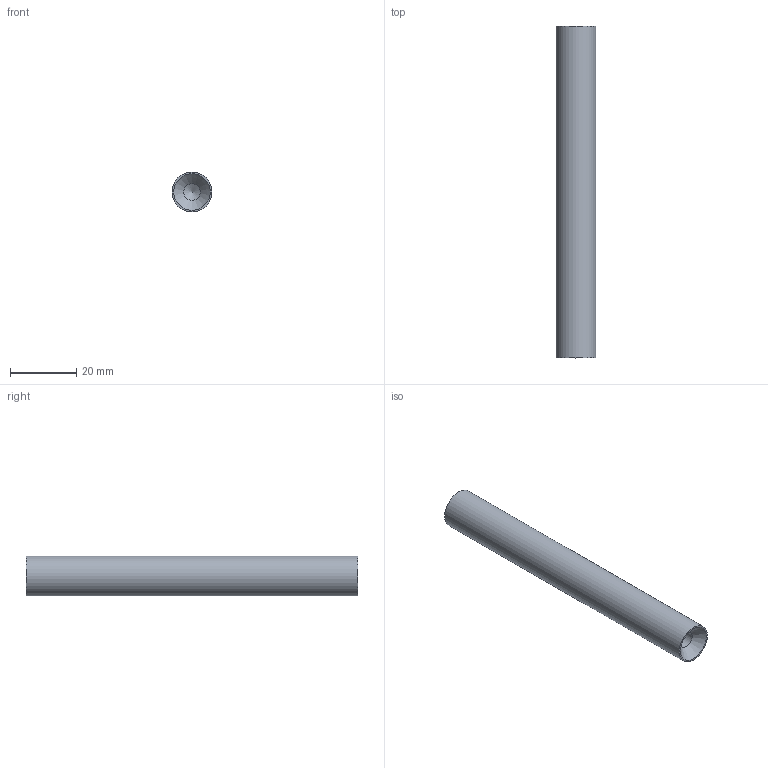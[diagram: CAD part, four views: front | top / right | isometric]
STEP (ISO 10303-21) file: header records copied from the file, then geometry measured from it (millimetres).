
FILE_DESCRIPTION (( 'STEP AP203' ), '1' );
FILE_NAME ('50426-240.step', '2023-09-15T08:01:06', ( '' ), ( '' ), 'SwSTEP 2.0', 'SolidWorks 2018', '' );
FILE_SCHEMA (( 'CONFIG_CONTROL_DESIGN' ));
Length unit declared in the file: millimetre
Products named in the file (1): 50426-240
Bounding box: 12 x 100 x 12 mm (x, y, z)
Volume: 10461.5 mm3; surface area: 4453.7 mm2
Topology: 1 solids, 18 shells, 251 faces, 615 edges, 409 vertices
Faces by surface type: plane 107, bspline 95, cone 46, cylinder 3
Full cylindrical faces by diameter (mm): 5 x2, 12 x1
Entity records: 12153 total; most frequent: CARTESIAN_POINT 7344, ORIENTED_EDGE 1216, EDGE_CURVE 608, DIRECTION 518, VERTEX_POINT 408, B_SPLINE_CURVE_WITH_KNOTS 378, EDGE_LOOP 266, FACE_OUTER_BOUND 237
